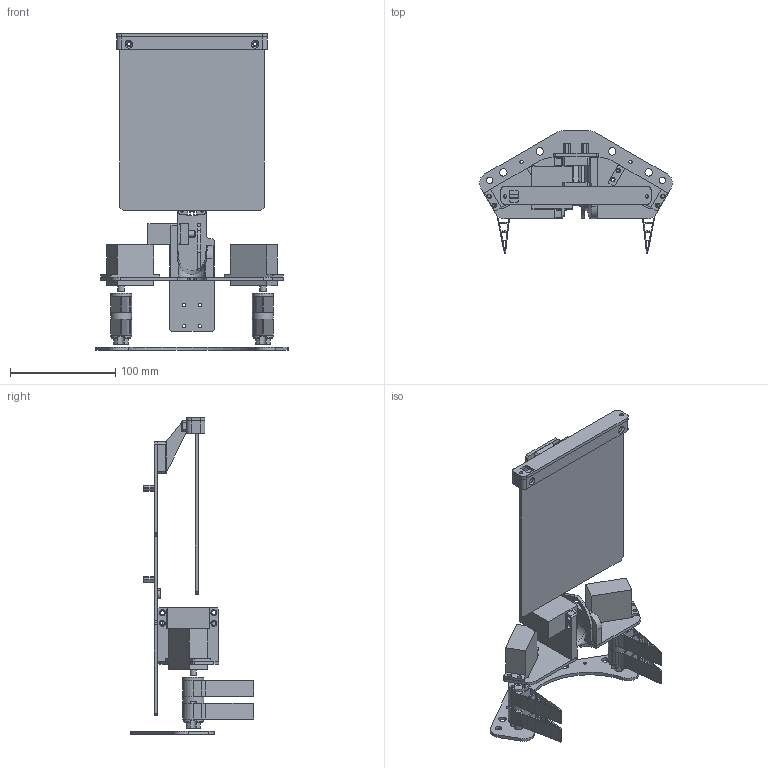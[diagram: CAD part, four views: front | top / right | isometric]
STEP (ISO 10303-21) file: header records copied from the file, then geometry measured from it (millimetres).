
FILE_DESCRIPTION(('FreeCAD Model'),'2;1');
FILE_NAME('Open CASCADE Shape Model','2022-12-27T21:16:34',(''),(''), 'Open CASCADE STEP processor 7.6','FreeCAD','Unknown');
FILE_SCHEMA(('AUTOMOTIVE_DESIGN { 1 0 10303 214 1 1 1 1 }'));
Length unit declared in the file: millimetre
Products named in the file (29): AssembledActuator; OutilSemelle; Actuator; EnsembleGripperLeft; ServoMG996R001; ServoBody001; ServoAxis001; Gripper-Left; AdaptativeGripper; SpacerGripper; SpacerLaserGripper; SpacerBearing; Structure; PlaqueVerticale; PlaqueSupport; GuideBalle; EnsembleTrappe; Trappe; Peigne; Visserie; M3x5.5x10-Spacer; M3x5.5x10-Spacer001; EnsembleDeguisement; Spacer127d; RegletteLed; CouvercleLed; PlaqueDeguisement; EnsembleGripperRight; GripperRight
Assembly tree (36 placements, depth 6):
  AssembledActuator
    OutilSemelle
    Actuator
      EnsembleGripperLeft
        ServoMG996R001
          ServoBody001
          ServoAxis001
        Gripper-Left
          AdaptativeGripper  x2
          SpacerGripper
          SpacerLaserGripper
          SpacerBearing
      Structure
        PlaqueVerticale
        PlaqueSupport
        GuideBalle
        EnsembleTrappe
          ServoMG996R001
            ServoBody001
            ServoAxis001
          Trappe
        Peigne
        Visserie
          M3x5.5x10-Spacer
          M3x5.5x10-Spacer001
        EnsembleDeguisement
          Spacer127d
          RegletteLed
          CouvercleLed
          PlaqueDeguisement
      EnsembleGripperRight
        ServoMG996R001
          ServoBody001
          ServoAxis001
        GripperRight
          AdaptativeGripper  x2
          SpacerGripper
          SpacerLaserGripper
          SpacerBearing
Bounding box: 183.42 x 117.07 x 301 mm (x, y, z)
Volume: 326985.8 mm3; surface area: 185279.2 mm2
Topology: 28 solids, 28 shells, 924 faces, 2493 edges, 1629 vertices
Faces by surface type: plane 524, cylinder 276, cone 123, torus 1
Full cylindrical faces by diameter (mm): 2.5 x2, 3.2 x68, 3.5 x12, 4 x12, 4.3 x4, 4.4 x10, 4.5 x4, 4.6 x10, 5 x2, 6 x3, 6.2 x2, 7 x4, 8 x4, 19.5 x2, 20 x4
Entity records: 20248 total; most frequent: DIRECTION 3495, CARTESIAN_POINT 3431, ORIENTED_EDGE 3258, EDGE_CURVE 1629, AXIS2_PLACEMENT_3D 1239, VERTEX_POINT 1061, LINE 1017, VECTOR 1017
